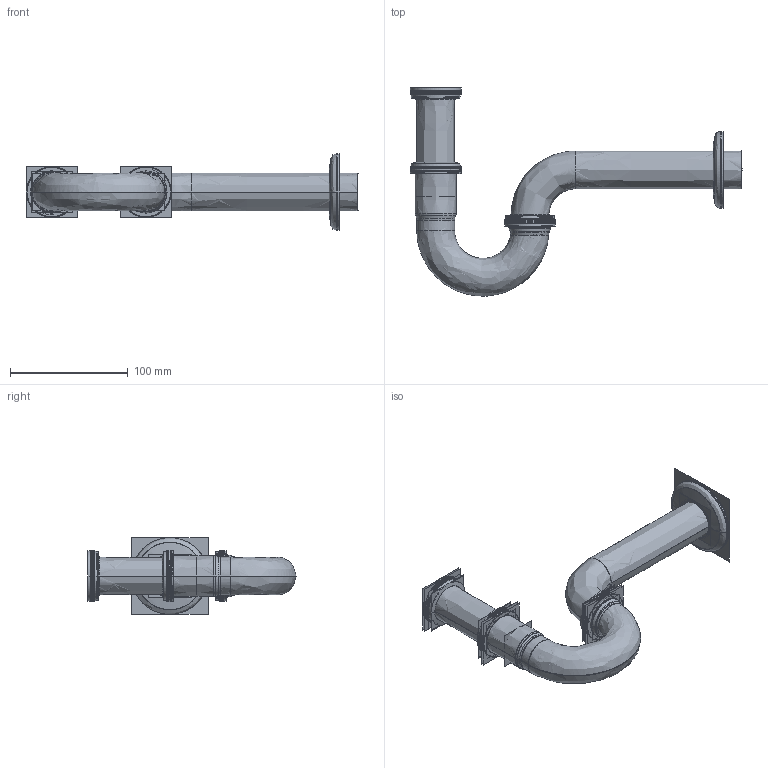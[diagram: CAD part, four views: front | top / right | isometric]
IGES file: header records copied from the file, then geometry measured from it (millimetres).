
Start section:  PTC IGES file: w27-sl6712-02.igs
Global section: file name: w27-sl6712-02.igs; native system: Creo Elements/Pro by Parametric Technology Corporation; preprocessor: 2011080; author: Administrator; organization: Unknown; date: 20140822.092223; units: millimetre
Bounding box: 281.8 x 176.8 x 65.04 mm (x, y, z)
Surface area: 1126825 mm2 (no closed solid volume)
Topology: 0 solids, 0 shells, 3242 faces, 22380 edges, 22380 vertices
Faces by surface type: bspline 3242
